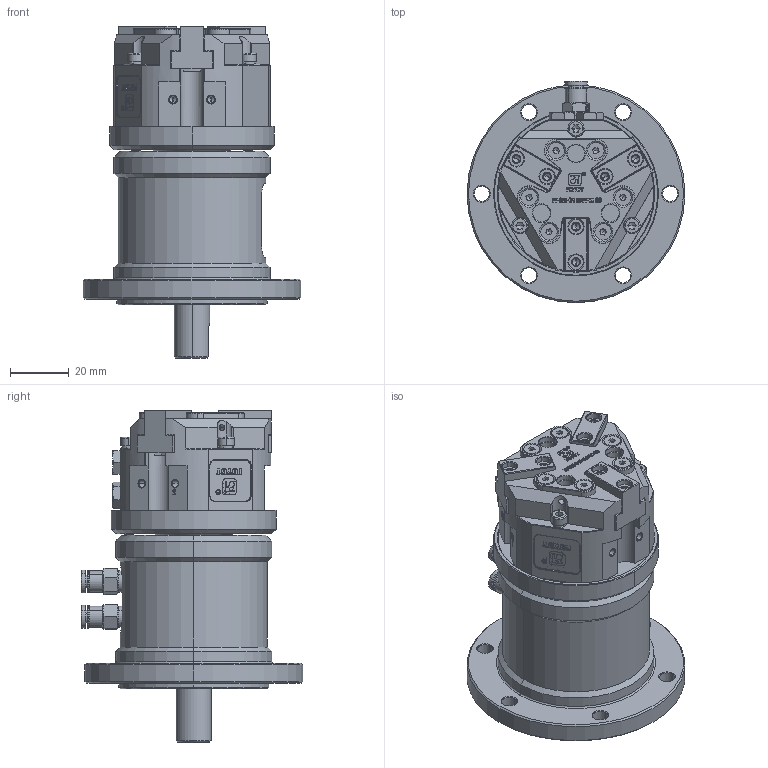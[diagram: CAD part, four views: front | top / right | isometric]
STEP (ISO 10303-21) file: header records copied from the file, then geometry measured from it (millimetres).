
FILE_DESCRIPTION (( 'STEP AP203' ), '1' );
FILE_NAME ('FY-CRJ-64-E&FY-TZ-33.STEP', '2024-06-15T06:37:03', ( 'User' ), ( 'Microsoft' ), 'SwSTEP 2.0', 'SolidWorks 2015', '' );
FILE_SCHEMA (( 'CONFIG_CONTROL_DESIGN' ));
Length unit declared in the file: millimetre
Products named in the file (19): TZ-33賑輸-唅蛌芛蚚; FY-CRJ-64-E+FY-TZ-33郋粣; TZ-33-64唅蛌芛蚚; TZ-33褲极; ァ奪諉芛M5-苤; FY-CRJ-64-B&FY-TZ-33前盖; 2.0; hexagon socket countersunk head screws gb_GB_FASTENER_SCREWS_HSCHS M3X8-N; FY-JGZ 125-1-SADLOGO; LOGOÅÆ - 14X16-R2; 本公司二维码-梵煜2; 备用气孔螺塞M5X5; FY-CRJ-64-B+FY46ZM-D30-PRE翋极; 陔遴LOGO齪郪磁; spring lock washers--normal type gb_GB_FASTENER_WASHER_SW 3; FY-CRJ-64-B+FY46ZM-D30-PRE粣創裔; FY-CRJ-64-E&FY-TZ-33; hexagon socket head cap screws gb_GB_FASTENER_SCREWS_HSHCS M3X30-N; hexagon socket button head screws gb_GB_SOCKET_TYPE7 M3X6-N
Assembly tree (37 placements, depth 3):
  FY-CRJ-64-E&FY-TZ-33
    FY-CRJ-64-B+FY46ZM-D30-PRE翋极
    FY-CRJ-64-B+FY46ZM-D30-PRE粣創裔
    hexagon socket button head screws gb_GB_SOCKET_TYPE7 M3X6-N  x6
    FY-CRJ-64-E+FY-TZ-33郋粣
    TZ-33-64唅蛌芛蚚
      TZ-33褲极
      FY-CRJ-64-B&FY-TZ-33前盖
      hexagon socket countersunk head screws gb_GB_FASTENER_SCREWS_HSCHS M3X8-N  x6
      LOGOÅÆ - 14X16-R2
      备用气孔螺塞M5X5  x2
      spring lock washers--normal type gb_GB_FASTENER_WASHER_SW 3  x3
      hexagon socket head cap screws gb_GB_FASTENER_SCREWS_HSHCS M3X30-N  x3
      TZ-33賑輸-唅蛌芛蚚  x3
    ァ奪諉芛M5-苤  x2
    2.0  x2
    陔遴LOGO齪郪磁
      FY-JGZ 125-1-SADLOGO
      本公司二维码-梵煜2
Bounding box: 74 x 75.15 x 112.75 mm (x, y, z)
Volume: 212000.3 mm3; surface area: 61587 mm2
Topology: 45 solids, 50 shells, 3750 faces, 9618 edges, 6159 vertices
Faces by surface type: plane 1992, bspline 786, cylinder 507, cone 407, torus 42, sphere 16
Entity records: 142915 total; most frequent: CARTESIAN_POINT 66730, ORIENTED_EDGE 16556, DIRECTION 12614, EDGE_CURVE 8278, VECTOR 5476, LINE 5476, VERTEX_POINT 5383, AXIS2_PLACEMENT_3D 3569
